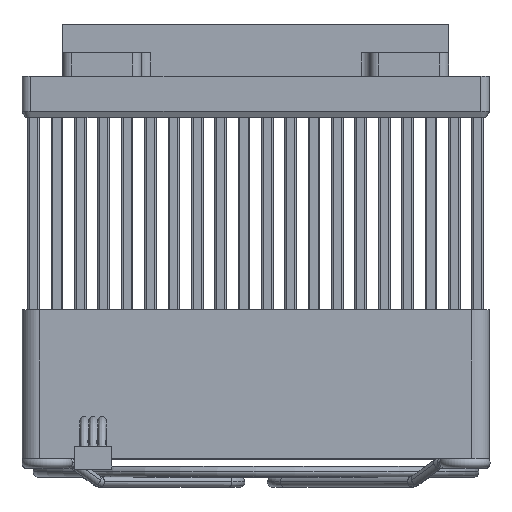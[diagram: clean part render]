
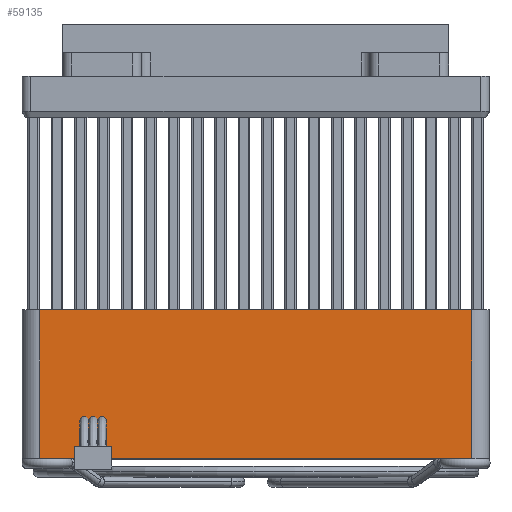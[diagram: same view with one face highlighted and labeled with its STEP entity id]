
A CAD part, top view. The second image highlights one B-rep face of the part: STEP entity #59135.
In plain terms, the highlighted planar face has unit normal (0, 0, 1).
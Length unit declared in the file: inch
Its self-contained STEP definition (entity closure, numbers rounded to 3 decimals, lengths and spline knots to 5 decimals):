
#1628 = CARTESIAN_POINT ( 'NONE',  ( -1.09565, -2.32279, 1.5748 ) ) ;
#4010 = DIRECTION ( 'NONE',  ( 0., 0., 1. ) ) ;
#4494 = CIRCLE ( 'NONE', #165797, 0.02875 ) ;
#6095 = AXIS2_PLACEMENT_3D ( 'NONE', #1628, #110657, #155168 ) ;
#8657 = LINE ( 'NONE', #97578, #82631 ) ;
#13747 = VERTEX_POINT ( 'NONE', #96642 ) ;
#16300 = EDGE_CURVE ( 'NONE', #31999, #120675, #86119, .T. ) ;
#22085 = AXIS2_PLACEMENT_3D ( 'NONE', #145365, #68541, #130188 ) ;
#23703 = FACE_BOUND ( 'NONE', #40895, .T. ) ;
#23724 = VECTOR ( 'NONE', #106080, 39.37008 ) ;
#24037 = ORIENTED_EDGE ( 'NONE', *, *, #54037, .F. ) ;
#29235 = ORIENTED_EDGE ( 'NONE', *, *, #42536, .T. ) ;
#31999 = VERTEX_POINT ( 'NONE', #49297 ) ;
#36834 = PLANE ( 'NONE',  #130359 ) ;
#37814 = DIRECTION ( 'NONE',  ( -1., 0., 0. ) ) ;
#38910 = DIRECTION ( 'NONE',  ( 1., 0., 0. ) ) ;
#40477 = CARTESIAN_POINT ( 'NONE',  ( -1.15565, -2.32279, 1.5748 ) ) ;
#40895 = EDGE_LOOP ( 'NONE', ( #187349, #141566 ) ) ;
#42536 = EDGE_CURVE ( 'NONE', #13747, #111191, #8657, .T. ) ;
#43265 = CARTESIAN_POINT ( 'NONE',  ( -1.15565, -2.32279, 1.5748 ) ) ;
#46393 = DIRECTION ( 'NONE',  ( -1., 0., 0. ) ) ;
#49297 = CARTESIAN_POINT ( 'NONE',  ( -1.1269, -2.32279, 1.5748 ) ) ;
#49392 = CARTESIAN_POINT ( 'NONE',  ( -1.03565, -2.32279, 1.5748 ) ) ;
#50955 = CARTESIAN_POINT ( 'NONE',  ( -1.03565, -2.32279, 1.5748 ) ) ;
#53143 = AXIS2_PLACEMENT_3D ( 'NONE', #40477, #54654, #102115 ) ;
#54037 = EDGE_CURVE ( 'NONE', #75572, #182090, #4494, .T. ) ;
#54654 = DIRECTION ( 'NONE',  ( 0., 0., 1. ) ) ;
#55504 = DIRECTION ( 'NONE',  ( 0., 0., 1. ) ) ;
#56645 = ORIENTED_EDGE ( 'NONE', *, *, #91521, .T. ) ;
#59135 = ADVANCED_FACE ( 'NONE', ( #176436, #23703, #114725, #147958 ), #36834, .T. ) ;
#59997 = VECTOR ( 'NONE', #113686, 39.37008 ) ;
#60224 = CARTESIAN_POINT ( 'NONE',  ( -1.0669, -2.32279, 1.5748 ) ) ;
#64468 = LINE ( 'NONE', #79595, #165141 ) ;
#65191 = LINE ( 'NONE', #128806, #59997 ) ;
#68541 = DIRECTION ( 'NONE',  ( 0., 0., 1. ) ) ;
#69855 = AXIS2_PLACEMENT_3D ( 'NONE', #49392, #4010, #46393 ) ;
#69870 = EDGE_CURVE ( 'NONE', #120675, #31999, #88667, .T. ) ;
#71805 = ORIENTED_EDGE ( 'NONE', *, *, #172618, .F. ) ;
#72676 = EDGE_CURVE ( 'NONE', #193302, #183547, #164556, .T. ) ;
#74277 = EDGE_CURVE ( 'NONE', #151799, #13747, #64468, .T. ) ;
#75572 = VERTEX_POINT ( 'NONE', #138758 ) ;
#79595 = CARTESIAN_POINT ( 'NONE',  ( -1.45668, -2.5748, 1.5748 ) ) ;
#82631 = VECTOR ( 'NONE', #38910, 39.37008 ) ;
#83542 = CIRCLE ( 'NONE', #6095, 0.02875 ) ;
#86119 = CIRCLE ( 'NONE', #183049, 0.02875 ) ;
#88667 = CIRCLE ( 'NONE', #53143, 0.02875 ) ;
#91521 = EDGE_CURVE ( 'NONE', #111191, #129482, #109050, .T. ) ;
#92620 = ORIENTED_EDGE ( 'NONE', *, *, #69870, .F. ) ;
#92905 = CARTESIAN_POINT ( 'NONE',  ( 1.45671, -2.5748, 1.5748 ) ) ;
#95501 = ORIENTED_EDGE ( 'NONE', *, *, #106563, .F. ) ;
#96642 = CARTESIAN_POINT ( 'NONE',  ( -1.45668, -2.5748, 1.5748 ) ) ;
#97578 = CARTESIAN_POINT ( 'NONE',  ( -1.57479, -2.5748, 1.5748 ) ) ;
#98496 = CARTESIAN_POINT ( 'NONE',  ( -1.57479, -2.5748, 1.5748 ) ) ;
#102115 = DIRECTION ( 'NONE',  ( -1., 0., 0. ) ) ;
#105337 = EDGE_LOOP ( 'NONE', ( #172678, #92620 ) ) ;
#106080 = DIRECTION ( 'NONE',  ( 0., 1., 0. ) ) ;
#106563 = EDGE_CURVE ( 'NONE', #151799, #129482, #65191, .T. ) ;
#109050 = LINE ( 'NONE', #92905, #23724 ) ;
#110657 = DIRECTION ( 'NONE',  ( 0., 0., 1. ) ) ;
#111191 = VERTEX_POINT ( 'NONE', #122515 ) ;
#113686 = DIRECTION ( 'NONE',  ( 1., 0., 0. ) ) ;
#114725 = FACE_BOUND ( 'NONE', #105337, .T. ) ;
#115048 = CIRCLE ( 'NONE', #69855, 0.02875 ) ;
#120675 = VERTEX_POINT ( 'NONE', #163659 ) ;
#122515 = CARTESIAN_POINT ( 'NONE',  ( 1.45671, -2.5748, 1.5748 ) ) ;
#123767 = ORIENTED_EDGE ( 'NONE', *, *, #74277, .T. ) ;
#126095 = DIRECTION ( 'NONE',  ( 0., -1., 0. ) ) ;
#128806 = CARTESIAN_POINT ( 'NONE',  ( -1.57479, -1.5748, 1.5748 ) ) ;
#129482 = VERTEX_POINT ( 'NONE', #151370 ) ;
#130188 = DIRECTION ( 'NONE',  ( -1., 0., 0. ) ) ;
#130359 = AXIS2_PLACEMENT_3D ( 'NONE', #98496, #160222, #37814 ) ;
#135293 = DIRECTION ( 'NONE',  ( -1., 0., 0. ) ) ;
#137719 = EDGE_LOOP ( 'NONE', ( #24037, #71805 ) ) ;
#138388 = CARTESIAN_POINT ( 'NONE',  ( -1.1244, -2.32279, 1.5748 ) ) ;
#138758 = CARTESIAN_POINT ( 'NONE',  ( -1.0069, -2.32279, 1.5748 ) ) ;
#141566 = ORIENTED_EDGE ( 'NONE', *, *, #158675, .F. ) ;
#145365 = CARTESIAN_POINT ( 'NONE',  ( -1.09565, -2.32279, 1.5748 ) ) ;
#147958 = FACE_OUTER_BOUND ( 'NONE', #190033, .T. ) ;
#151370 = CARTESIAN_POINT ( 'NONE',  ( 1.45671, -1.5748, 1.5748 ) ) ;
#151799 = VERTEX_POINT ( 'NONE', #177966 ) ;
#155168 = DIRECTION ( 'NONE',  ( -1., 0., 0. ) ) ;
#155416 = CARTESIAN_POINT ( 'NONE',  ( -1.0644, -2.32279, 1.5748 ) ) ;
#158675 = EDGE_CURVE ( 'NONE', #183547, #193302, #83542, .T. ) ;
#160222 = DIRECTION ( 'NONE',  ( 0., 0., 1. ) ) ;
#163659 = CARTESIAN_POINT ( 'NONE',  ( -1.1844, -2.32279, 1.5748 ) ) ;
#164556 = CIRCLE ( 'NONE', #22085, 0.02875 ) ;
#165141 = VECTOR ( 'NONE', #126095, 39.37008 ) ;
#165797 = AXIS2_PLACEMENT_3D ( 'NONE', #50955, #175424, #171465 ) ;
#171465 = DIRECTION ( 'NONE',  ( -1., 0., 0. ) ) ;
#172618 = EDGE_CURVE ( 'NONE', #182090, #75572, #115048, .T. ) ;
#172678 = ORIENTED_EDGE ( 'NONE', *, *, #16300, .F. ) ;
#175424 = DIRECTION ( 'NONE',  ( 0., 0., 1. ) ) ;
#176436 = FACE_BOUND ( 'NONE', #137719, .T. ) ;
#177966 = CARTESIAN_POINT ( 'NONE',  ( -1.45668, -1.5748, 1.5748 ) ) ;
#182090 = VERTEX_POINT ( 'NONE', #155416 ) ;
#183049 = AXIS2_PLACEMENT_3D ( 'NONE', #43265, #55504, #135293 ) ;
#183547 = VERTEX_POINT ( 'NONE', #138388 ) ;
#187349 = ORIENTED_EDGE ( 'NONE', *, *, #72676, .F. ) ;
#190033 = EDGE_LOOP ( 'NONE', ( #95501, #123767, #29235, #56645 ) ) ;
#193302 = VERTEX_POINT ( 'NONE', #60224 ) ;
